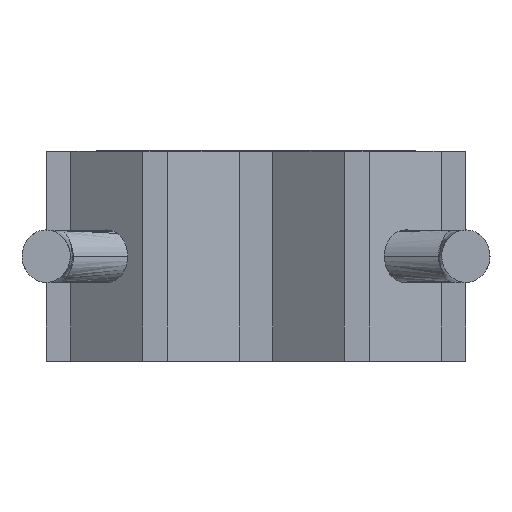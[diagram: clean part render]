
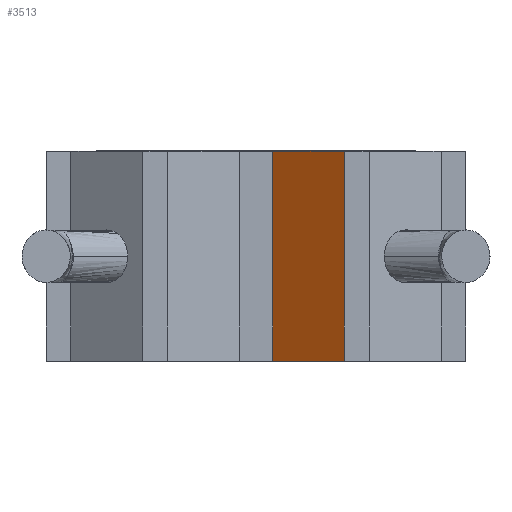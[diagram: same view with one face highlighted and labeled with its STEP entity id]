
A CAD part, front view. The second image highlights one B-rep face of the part: STEP entity #3513.
In plain terms, the highlighted planar face has unit normal (-0.604, -0.797, 0).
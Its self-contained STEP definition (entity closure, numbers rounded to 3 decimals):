
#312 = CARTESIAN_POINT ( 'NONE',  ( 2.74, 0., 2.54 ) ) ;
#534 = CARTESIAN_POINT ( 'NONE',  ( 2.74, 0., 2.54 ) ) ;
#579 = ORIENTED_EDGE ( 'NONE', *, *, #2328, .T. ) ;
#586 = VECTOR ( 'NONE', #2256, 1000. ) ;
#709 = DIRECTION ( 'NONE',  ( 0., 0., -1. ) ) ;
#790 = EDGE_CURVE ( 'NONE', #4405, #2284, #6492, .T. ) ;
#825 = EDGE_LOOP ( 'NONE', ( #579, #4171, #6940, #1724 ) ) ;
#829 = AXIS2_PLACEMENT_3D ( 'NONE', #534, #1091, #5007 ) ;
#1091 = DIRECTION ( 'NONE',  ( 0.604, 0.797, 0. ) ) ;
#1166 = LINE ( 'NONE', #5813, #2312 ) ;
#1325 = VERTEX_POINT ( 'NONE', #6171 ) ;
#1724 = ORIENTED_EDGE ( 'NONE', *, *, #790, .T. ) ;
#1841 = DIRECTION ( 'NONE',  ( 0.797, -0.604, 0. ) ) ;
#2204 = EDGE_CURVE ( 'NONE', #4405, #6485, #5668, .T. ) ;
#2256 = DIRECTION ( 'NONE',  ( 0.797, -0.604, 0. ) ) ;
#2284 = VERTEX_POINT ( 'NONE', #3539 ) ;
#2312 = VECTOR ( 'NONE', #709, 1000. ) ;
#2328 = EDGE_CURVE ( 'NONE', #2284, #1325, #6465, .T. ) ;
#3078 = VECTOR ( 'NONE', #6130, 1000. ) ;
#3318 = VECTOR ( 'NONE', #1841, 1000. ) ;
#3497 = CARTESIAN_POINT ( 'NONE',  ( 2.74, 0., 0. ) ) ;
#3513 = ADVANCED_FACE ( 'NONE', ( #5292 ), #3968, .F. ) ;
#3539 = CARTESIAN_POINT ( 'NONE',  ( 2.74, 0., 0. ) ) ;
#3867 = CARTESIAN_POINT ( 'NONE',  ( 2.74, 0., 2.54 ) ) ;
#3968 = PLANE ( 'NONE',  #829 ) ;
#4171 = ORIENTED_EDGE ( 'NONE', *, *, #4618, .F. ) ;
#4405 = VERTEX_POINT ( 'NONE', #312 ) ;
#4618 = EDGE_CURVE ( 'NONE', #6485, #1325, #1166, .T. ) ;
#5007 = DIRECTION ( 'NONE',  ( -0.797, 0.604, 0. ) ) ;
#5008 = CARTESIAN_POINT ( 'NONE',  ( 2.74, 0., 2.54 ) ) ;
#5292 = FACE_OUTER_BOUND ( 'NONE', #825, .T. ) ;
#5378 = CARTESIAN_POINT ( 'NONE',  ( 3.61, -0.66, 2.54 ) ) ;
#5668 = LINE ( 'NONE', #5008, #586 ) ;
#5813 = CARTESIAN_POINT ( 'NONE',  ( 3.61, -0.66, 2.54 ) ) ;
#6130 = DIRECTION ( 'NONE',  ( 0., 0., -1. ) ) ;
#6171 = CARTESIAN_POINT ( 'NONE',  ( 3.61, -0.66, 0. ) ) ;
#6465 = LINE ( 'NONE', #3497, #3318 ) ;
#6485 = VERTEX_POINT ( 'NONE', #5378 ) ;
#6492 = LINE ( 'NONE', #3867, #3078 ) ;
#6940 = ORIENTED_EDGE ( 'NONE', *, *, #2204, .F. ) ;
